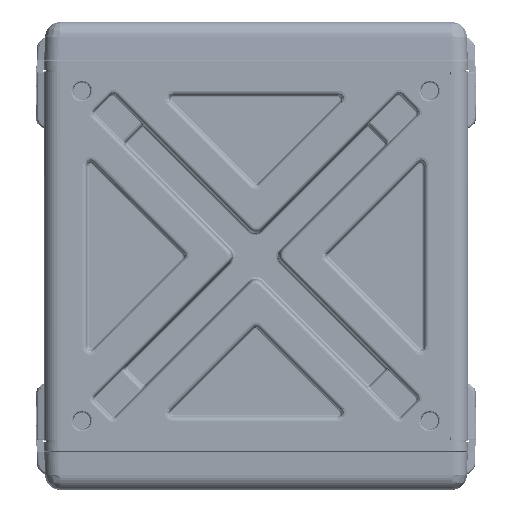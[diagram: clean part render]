
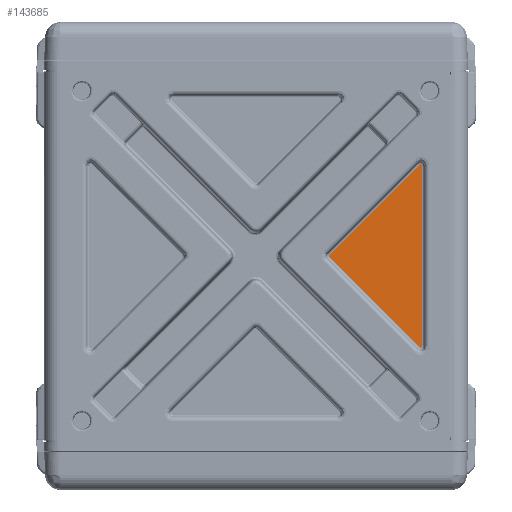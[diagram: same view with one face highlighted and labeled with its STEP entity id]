
A CAD part, front view. The second image highlights one B-rep face of the part: STEP entity #143685.
In plain terms, the highlighted planar face has unit normal (0, -1, 0).
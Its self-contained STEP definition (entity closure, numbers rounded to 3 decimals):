
#1322 = CARTESIAN_POINT ( 'NONE',  ( 96.052, -83.5, -1.229 ) ) ;
#3003 = ORIENTED_EDGE ( 'NONE', *, *, #21763, .T. ) ;
#11084 = CARTESIAN_POINT ( 'NONE',  ( 217.021, -83.5, -117.805 ) ) ;
#21763 = EDGE_CURVE ( 'NONE', #229758, #58866, #144606, .T. ) ;
#21839 = ORIENTED_EDGE ( 'NONE', *, *, #53448, .T. ) ;
#23842 = CARTESIAN_POINT ( 'NONE',  ( 214.571, -83.5, 119.627 ) ) ;
#30012 = VERTEX_POINT ( 'NONE', #79999 ) ;
#31610 = CARTESIAN_POINT ( 'NONE',  ( 216.196, -83.5, -119.414 ) ) ;
#32192 =( BOUNDED_CURVE ( )  B_SPLINE_CURVE ( 3, ( #236716, #216202, #102506, #56093 ),
 .UNSPECIFIED., .F., .F. ) 
 B_SPLINE_CURVE_WITH_KNOTS ( ( 4, 4 ),
 ( 0., 1. ),
 .UNSPECIFIED. ) 
 CURVE ( )  GEOMETRIC_REPRESENTATION_ITEM ( )  RATIONAL_B_SPLINE_CURVE ( ( 1., 0.944, 0.944, 1. ) ) 
 REPRESENTATION_ITEM ( '' )  );
#33533 = EDGE_CURVE ( 'NONE', #188240, #233439, #32192, .T. ) ;
#36577 = VECTOR ( 'NONE', #123636, 1000. ) ;
#40236 = LINE ( 'NONE', #163329, #36577 ) ;
#41638 = CARTESIAN_POINT ( 'NONE',  ( 214.065, -83.5, 119.388 ) ) ;
#43009 = CARTESIAN_POINT ( 'NONE',  ( 215.121, -83.5, 119.737 ) ) ;
#44152 = DIRECTION ( 'NONE',  ( 0., 0., 1. ) ) ;
#53448 = EDGE_CURVE ( 'NONE', #188240, #30012, #208938, .T. ) ;
#56093 = CARTESIAN_POINT ( 'NONE',  ( 96.239, -83.5, 1.416 ) ) ;
#58866 = VERTEX_POINT ( 'NONE', #210130 ) ;
#70990 = AXIS2_PLACEMENT_3D ( 'NONE', #269336, #170807, #252851 ) ;
#71230 = EDGE_CURVE ( 'NONE', #58866, #180575, #268452, .T. ) ;
#79999 = CARTESIAN_POINT ( 'NONE',  ( 96.239, -83.5, -1.416 ) ) ;
#82681 = CARTESIAN_POINT ( 'NONE',  ( 213.783, -83.5, 119.144 ) ) ;
#84034 = CARTESIAN_POINT ( 'NONE',  ( 216.885, -83.5, 118.534 ) ) ;
#84696 = CARTESIAN_POINT ( 'NONE',  ( 95.719, -83.5, -0.52 ) ) ;
#85285 = EDGE_CURVE ( 'NONE', #30012, #229758, #40236, .T. ) ;
#86183 = ORIENTED_EDGE ( 'NONE', *, *, #71230, .T. ) ;
#97146 = CARTESIAN_POINT ( 'NONE',  ( 216.994, -83.5, -118.176 ) ) ;
#101253 = DIRECTION ( 'NONE',  ( -0.707, 0., -0.708 ) ) ;
#101785 = EDGE_LOOP ( 'NONE', ( #182567, #259937, #21839, #139351, #3003, #86183, #127948 ) ) ;
#102506 = CARTESIAN_POINT ( 'NONE',  ( 95.86, -83.5, 1.036 ) ) ;
#103870 = PLANE ( 'NONE',  #70990 ) ;
#105186 = CARTESIAN_POINT ( 'NONE',  ( 95.686, -83.5, 0. ) ) ;
#108422 = EDGE_CURVE ( 'NONE', #180575, #150576, #149087, .T. ) ;
#108584 = CARTESIAN_POINT ( 'NONE',  ( 217.021, -83.5, 117.805 ) ) ;
#117257 = CARTESIAN_POINT ( 'NONE',  ( 217.021, -83.5, 117.805 ) ) ;
#117774 = CARTESIAN_POINT ( 'NONE',  ( 213.783, -83.5, -119.144 ) ) ;
#121796 = CARTESIAN_POINT ( 'NONE',  ( 155.011, -83.5, 60.28 ) ) ;
#123636 = DIRECTION ( 'NONE',  ( 0.707, 0., -0.708 ) ) ;
#127948 = ORIENTED_EDGE ( 'NONE', *, *, #108422, .T. ) ;
#132832 = CARTESIAN_POINT ( 'NONE',  ( 214.065, -83.5, -119.388 ) ) ;
#134163 = CARTESIAN_POINT ( 'NONE',  ( 215.504, -83.5, -119.7 ) ) ;
#139351 = ORIENTED_EDGE ( 'NONE', *, *, #85285, .T. ) ;
#142289 = LINE ( 'NONE', #121796, #221183 ) ;
#143685 = ADVANCED_FACE ( 'NONE', ( #169475 ), #103870, .T. ) ;
#144606 = B_SPLINE_CURVE_WITH_KNOTS ( 'NONE', 3,
 ( #201106, #176525, #132832, #263965, #243435, #218941, #134163, #31610, #216253, #157348, #158697, #97146, #198419, #11084 ),
 .UNSPECIFIED., .F., .F.,
 ( 4, 2, 2, 2, 2, 2, 4 ),
 ( 0., 0.125, 0.25, 0.5, 0.75, 0.875, 1. ),
 .UNSPECIFIED. ) ;
#149087 = B_SPLINE_CURVE_WITH_KNOTS ( 'NONE', 3,
 ( #108584, #209843, #230358, #84034, #270008, #211210, #253517, #249475, #43009, #23842, #229019, #41638, #208491, #82681 ),
 .UNSPECIFIED., .F., .F.,
 ( 4, 2, 2, 2, 2, 2, 4 ),
 ( 0., 0.125, 0.25, 0.5, 0.75, 0.875, 1. ),
 .UNSPECIFIED. ) ;
#150576 = VERTEX_POINT ( 'NONE', #225438 ) ;
#157348 = CARTESIAN_POINT ( 'NONE',  ( 216.805, -83.5, -118.703 ) ) ;
#158697 = CARTESIAN_POINT ( 'NONE',  ( 216.885, -83.5, -118.535 ) ) ;
#163329 = CARTESIAN_POINT ( 'NONE',  ( 155.011, -83.5, -60.28 ) ) ;
#169475 = FACE_OUTER_BOUND ( 'NONE', #101785, .T. ) ;
#170807 = DIRECTION ( 'NONE',  ( 0., -1., 0. ) ) ;
#176525 = CARTESIAN_POINT ( 'NONE',  ( 213.916, -83.5, -119.277 ) ) ;
#180575 = VERTEX_POINT ( 'NONE', #117257 ) ;
#182567 = ORIENTED_EDGE ( 'NONE', *, *, #263923, .T. ) ;
#188240 = VERTEX_POINT ( 'NONE', #194660 ) ;
#188647 = CARTESIAN_POINT ( 'NONE',  ( 95.676, -83.5, -0.264 ) ) ;
#194660 = CARTESIAN_POINT ( 'NONE',  ( 95.686, -83.5, 0. ) ) ;
#198419 = CARTESIAN_POINT ( 'NONE',  ( 217.021, -83.5, -117.993 ) ) ;
#200033 = CARTESIAN_POINT ( 'NONE',  ( 96.239, -83.5, -1.416 ) ) ;
#201106 = CARTESIAN_POINT ( 'NONE',  ( 213.783, -83.5, -119.144 ) ) ;
#207821 = CARTESIAN_POINT ( 'NONE',  ( 95.911, -83.5, -1.012 ) ) ;
#208491 = CARTESIAN_POINT ( 'NONE',  ( 213.916, -83.5, 119.277 ) ) ;
#208938 = B_SPLINE_CURVE_WITH_KNOTS ( 'NONE', 3,
 ( #105186, #188647, #84696, #207821, #1322, #200033 ),
 .UNSPECIFIED., .F., .F.,
 ( 4, 2, 4 ),
 ( 0., 0.5, 1. ),
 .UNSPECIFIED. ) ;
#209843 = CARTESIAN_POINT ( 'NONE',  ( 217.021, -83.5, 117.992 ) ) ;
#210130 = CARTESIAN_POINT ( 'NONE',  ( 217.021, -83.5, -117.805 ) ) ;
#211000 = CARTESIAN_POINT ( 'NONE',  ( 217.021, -83.5, 0. ) ) ;
#211210 = CARTESIAN_POINT ( 'NONE',  ( 216.493, -83.5, 119.17 ) ) ;
#216202 = CARTESIAN_POINT ( 'NONE',  ( 95.665, -83.5, 0.536 ) ) ;
#216253 = CARTESIAN_POINT ( 'NONE',  ( 216.493, -83.5, -119.169 ) ) ;
#218941 = CARTESIAN_POINT ( 'NONE',  ( 215.121, -83.5, -119.737 ) ) ;
#221183 = VECTOR ( 'NONE', #101253, 1000. ) ;
#225438 = CARTESIAN_POINT ( 'NONE',  ( 213.783, -83.5, 119.144 ) ) ;
#229019 = CARTESIAN_POINT ( 'NONE',  ( 214.395, -83.5, 119.564 ) ) ;
#229758 = VERTEX_POINT ( 'NONE', #117774 ) ;
#230358 = CARTESIAN_POINT ( 'NONE',  ( 216.993, -83.5, 118.176 ) ) ;
#233312 = VECTOR ( 'NONE', #44152, 1000. ) ;
#233439 = VERTEX_POINT ( 'NONE', #269025 ) ;
#236716 = CARTESIAN_POINT ( 'NONE',  ( 95.686, -83.5, 0. ) ) ;
#243435 = CARTESIAN_POINT ( 'NONE',  ( 214.571, -83.5, -119.627 ) ) ;
#249475 = CARTESIAN_POINT ( 'NONE',  ( 215.504, -83.5, 119.7 ) ) ;
#252851 = DIRECTION ( 'NONE',  ( 0., 0., -1. ) ) ;
#253517 = CARTESIAN_POINT ( 'NONE',  ( 216.196, -83.5, 119.413 ) ) ;
#259937 = ORIENTED_EDGE ( 'NONE', *, *, #33533, .F. ) ;
#263923 = EDGE_CURVE ( 'NONE', #150576, #233439, #142289, .T. ) ;
#263965 = CARTESIAN_POINT ( 'NONE',  ( 214.395, -83.5, -119.564 ) ) ;
#268452 = LINE ( 'NONE', #211000, #233312 ) ;
#269025 = CARTESIAN_POINT ( 'NONE',  ( 96.239, -83.5, 1.416 ) ) ;
#269336 = CARTESIAN_POINT ( 'NONE',  ( 93.258, -83.5, 124.489 ) ) ;
#270008 = CARTESIAN_POINT ( 'NONE',  ( 216.805, -83.5, 118.703 ) ) ;
